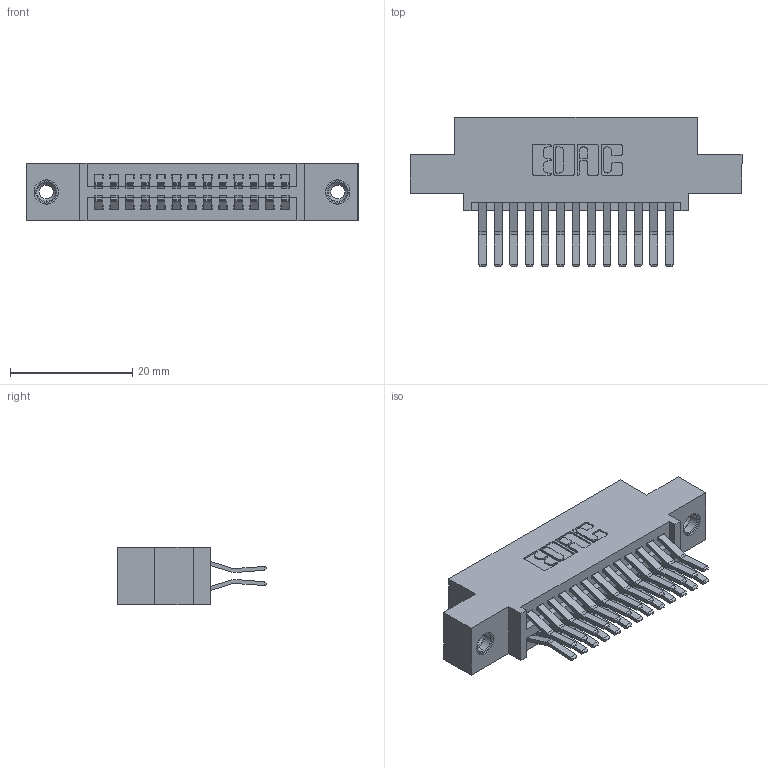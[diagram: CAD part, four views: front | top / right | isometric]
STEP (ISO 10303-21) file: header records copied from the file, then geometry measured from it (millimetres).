
FILE_DESCRIPTION (( 'STEP AP203' ), '1' );
FILE_NAME ('345-026-560-508.STEP', '2018-08-22T04:23:09', ( '' ), ( '' ), 'SwSTEP 2.0', 'SolidWorks 2016', '' );
FILE_SCHEMA (( 'CONFIG_CONTROL_DESIGN' ));
Length unit declared in the file: inch
Products named in the file (4): 345 Part_0.110 Offset - 0.156 Dia-TI; 345-292-001_560 Tail; 345-250-001_345-250-003-102; 345-026-560-508
Assembly tree (29 placements, depth 2):
  345-026-560-508
    345 Part_0.110 Offset - 0.156 Dia-TI
    345-292-001_560 Tail  x26
    345-250-001_345-250-003-102  x2
Bounding box: 54.23 x 24.45 x 9.4 mm (x, y, z)
Volume: 5089.2 mm3; surface area: 7505.6 mm2
Topology: 29 solids, 29 shells, 1542 faces, 4519 edges, 2970 vertices
Faces by surface type: plane 974, cylinder 552, cone 12, torus 4
Entity records: 15510 total; most frequent: CARTESIAN_POINT 2611, ORIENTED_EDGE 2538, DIRECTION 2367, EDGE_CURVE 1269, VECTOR 1061, LINE 1061, VERTEX_POINT 840, AXIS2_PLACEMENT_3D 653
